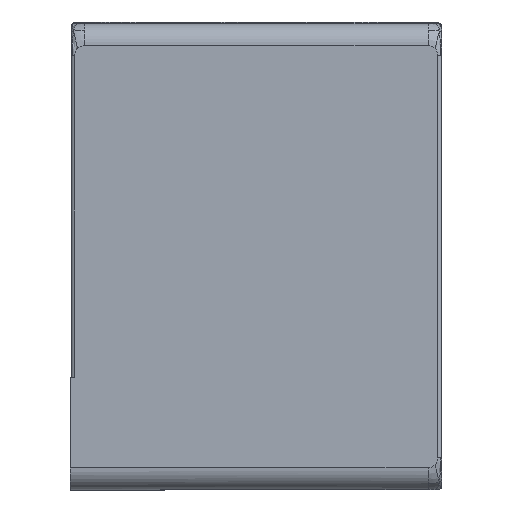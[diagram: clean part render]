
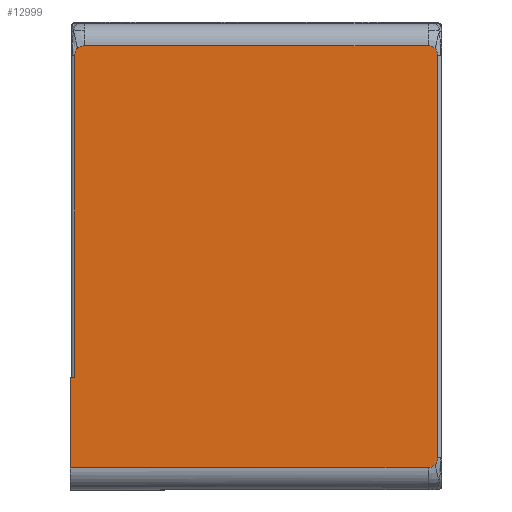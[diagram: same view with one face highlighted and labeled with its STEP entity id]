
A CAD part, left-side view. The second image highlights one B-rep face of the part: STEP entity #12999.
In plain terms, the highlighted planar face has unit normal (-1, 0, 0).
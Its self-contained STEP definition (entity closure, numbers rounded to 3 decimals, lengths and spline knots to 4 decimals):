
#331=PLANE('',#13817);
#772=LINE('',#18921,#1978);
#774=LINE('',#18963,#1980);
#776=LINE('',#19008,#1982);
#786=LINE('',#19152,#1992);
#806=LINE('',#19195,#2012);
#809=LINE('',#19200,#2015);
#1978=VECTOR('',#14714,10.);
#1980=VECTOR('',#14722,10.);
#1982=VECTOR('',#14732,10.);
#1992=VECTOR('',#14778,10.);
#2012=VECTOR('',#14812,1046.5116);
#2015=VECTOR('',#14817,1000.);
#3225=FACE_OUTER_BOUND('',#3976,.T.);
#3976=EDGE_LOOP('',(#8883,#8884,#8885,#8886,#8887,#8888,#8889,#8890,#8891,
#8892,#8893,#8894));
#4781=CIRCLE('',#13737,0.1333);
#4791=CIRCLE('',#13747,0.1333);
#4801=CIRCLE('',#13757,0.1333);
#4816=CIRCLE('',#13782,0.1333);
#4819=CIRCLE('',#13786,0.1333);
#4821=CIRCLE('',#13789,0.1333);
#5321=VERTEX_POINT('',#18187);
#5322=VERTEX_POINT('',#18194);
#5333=VERTEX_POINT('',#18425);
#5334=VERTEX_POINT('',#18432);
#5345=VERTEX_POINT('',#18663);
#5346=VERTEX_POINT('',#18670);
#5417=VERTEX_POINT('',#18915);
#5418=VERTEX_POINT('',#18919);
#5419=VERTEX_POINT('',#18958);
#5420=VERTEX_POINT('',#19000);
#5421=VERTEX_POINT('',#19004);
#5446=VERTEX_POINT('',#19194);
#6627=EDGE_CURVE('',#5321,#5322,#4781,.T.);
#6643=EDGE_CURVE('',#5333,#5334,#4791,.T.);
#6659=EDGE_CURVE('',#5345,#5346,#4801,.T.);
#6746=EDGE_CURVE('',#5417,#5345,#4816,.T.);
#6748=EDGE_CURVE('',#5418,#5417,#772,.T.);
#6750=EDGE_CURVE('',#5419,#5333,#4819,.T.);
#6752=EDGE_CURVE('',#5346,#5419,#774,.T.);
#6754=EDGE_CURVE('',#5420,#5321,#4821,.T.);
#6757=EDGE_CURVE('',#5322,#5421,#776,.T.);
#6777=EDGE_CURVE('',#5334,#5420,#786,.T.);
#6798=EDGE_CURVE('',#5421,#5446,#806,.T.);
#6801=EDGE_CURVE('',#5446,#5418,#809,.T.);
#8883=ORIENTED_EDGE('',*,*,#6757,.F.);
#8884=ORIENTED_EDGE('',*,*,#6627,.F.);
#8885=ORIENTED_EDGE('',*,*,#6754,.F.);
#8886=ORIENTED_EDGE('',*,*,#6777,.F.);
#8887=ORIENTED_EDGE('',*,*,#6643,.F.);
#8888=ORIENTED_EDGE('',*,*,#6750,.F.);
#8889=ORIENTED_EDGE('',*,*,#6752,.F.);
#8890=ORIENTED_EDGE('',*,*,#6659,.F.);
#8891=ORIENTED_EDGE('',*,*,#6746,.F.);
#8892=ORIENTED_EDGE('',*,*,#6748,.F.);
#8893=ORIENTED_EDGE('',*,*,#6801,.F.);
#8894=ORIENTED_EDGE('',*,*,#6798,.F.);
#12999=ADVANCED_FACE('',(#3225),#331,.F.);
#13737=AXIS2_PLACEMENT_3D('',#18195,#14556,#14557);
#13747=AXIS2_PLACEMENT_3D('',#18433,#14576,#14577);
#13757=AXIS2_PLACEMENT_3D('',#18671,#14596,#14597);
#13782=AXIS2_PLACEMENT_3D('',#18917,#14708,#14709);
#13786=AXIS2_PLACEMENT_3D('',#18960,#14717,#14718);
#13789=AXIS2_PLACEMENT_3D('',#19002,#14725,#14726);
#13817=AXIS2_PLACEMENT_3D('',#19199,#14815,#14816);
#14556=DIRECTION('center_axis',(1.,0.,0.));
#14557=DIRECTION('ref_axis',(0.,-0.707,-0.707));
#14576=DIRECTION('center_axis',(1.,0.,0.));
#14577=DIRECTION('ref_axis',(0.,-0.707,0.707));
#14596=DIRECTION('center_axis',(1.,0.,0.));
#14597=DIRECTION('ref_axis',(0.,0.707,0.707));
#14708=DIRECTION('center_axis',(1.,0.,0.));
#14709=DIRECTION('ref_axis',(0.,0.707,0.707));
#14714=DIRECTION('',(0.,0.,1.));
#14717=DIRECTION('center_axis',(1.,0.,0.));
#14718=DIRECTION('ref_axis',(0.,-0.707,0.707));
#14722=DIRECTION('',(0.,-1.,0.));
#14725=DIRECTION('center_axis',(1.,0.,0.));
#14726=DIRECTION('ref_axis',(0.,-0.707,-0.707));
#14732=DIRECTION('',(0.,1.,0.));
#14778=DIRECTION('',(0.,0.,-1.));
#14812=DIRECTION('',(0.,0.,1.));
#14815=DIRECTION('center_axis',(1.,0.,0.));
#14816=DIRECTION('ref_axis',(0.,1.,0.));
#14817=DIRECTION('',(0.,-1.,0.));
#18187=CARTESIAN_POINT('',(-17.5,-2.411,0.339));
#18194=CARTESIAN_POINT('',(-17.5,-2.3167,0.2999));
#18195=CARTESIAN_POINT('Origin',(-17.5,-2.3167,0.4332));
#18425=CARTESIAN_POINT('',(-17.5,-2.411,5.94));
#18432=CARTESIAN_POINT('',(-17.5,-2.45,5.8457));
#18433=CARTESIAN_POINT('Origin',(-17.5,-2.3167,5.8457));
#18663=CARTESIAN_POINT('',(-17.5,2.401,5.94));
#18670=CARTESIAN_POINT('',(-17.5,2.3067,5.979));
#18671=CARTESIAN_POINT('Origin',(-17.5,2.3067,5.8457));
#18915=CARTESIAN_POINT('',(-17.5,2.44,5.8457));
#18917=CARTESIAN_POINT('Origin',(-17.5,2.3067,5.8457));
#18919=CARTESIAN_POINT('',(-17.5,2.44,1.5174));
#18921=CARTESIAN_POINT('',(-17.5,2.44,6.279));
#18958=CARTESIAN_POINT('',(-17.5,-2.3167,5.979));
#18960=CARTESIAN_POINT('Origin',(-17.5,-2.3167,5.8457));
#18963=CARTESIAN_POINT('',(-17.5,-1.26,5.979));
#19000=CARTESIAN_POINT('',(-17.5,-2.45,0.4332));
#19002=CARTESIAN_POINT('Origin',(-17.5,-2.3167,0.4332));
#19004=CARTESIAN_POINT('',(-17.5,2.5,0.2999));
#19008=CARTESIAN_POINT('',(-17.5,-1.26,0.2999));
#19152=CARTESIAN_POINT('',(-17.5,-2.45,6.279));
#19194=CARTESIAN_POINT('',(-17.5,2.5,1.5174));
#19195=CARTESIAN_POINT('',(-17.5,2.5,-0.0001));
#19199=CARTESIAN_POINT('Origin',(-17.5,-2.51,6.279));
#19200=CARTESIAN_POINT('',(-17.5,2.5,1.5174));
